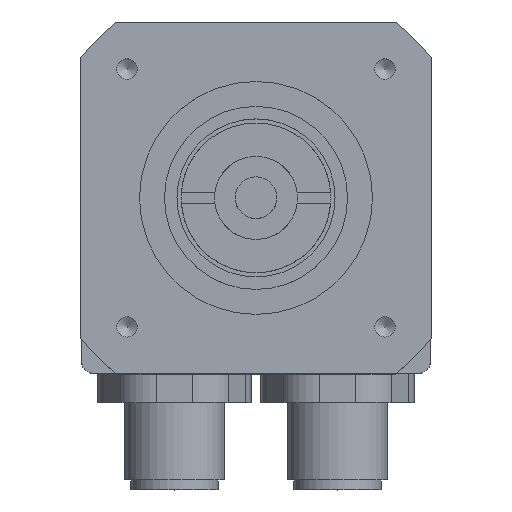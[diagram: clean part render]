
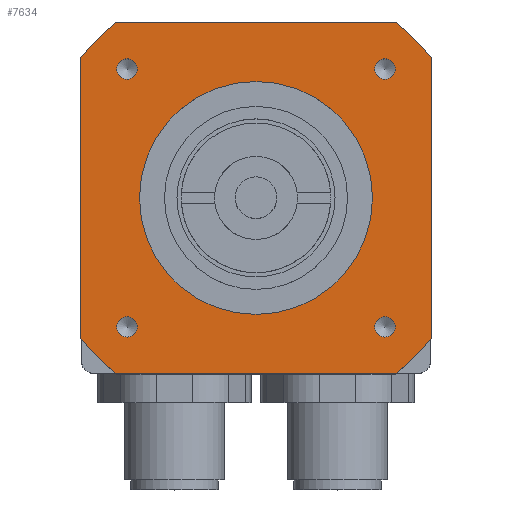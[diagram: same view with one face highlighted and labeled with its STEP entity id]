
A CAD part, top view. The second image highlights one B-rep face of the part: STEP entity #7634.
In plain terms, the highlighted planar face has unit normal (0, 0, 1).
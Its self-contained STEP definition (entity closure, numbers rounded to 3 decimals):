
#193=FACE_BOUND('',#1288,.T.);
#194=FACE_BOUND('',#1289,.T.);
#195=FACE_BOUND('',#1290,.T.);
#196=FACE_BOUND('',#1291,.T.);
#197=FACE_BOUND('',#1292,.T.);
#428=PLANE('',#8530);
#828=FACE_OUTER_BOUND('',#1287,.T.);
#1287=EDGE_LOOP('',(#6568,#6569,#6570,#6571,#6572,#6573,#6574,#6575));
#1288=EDGE_LOOP('',(#6576));
#1289=EDGE_LOOP('',(#6577,#6578));
#1290=EDGE_LOOP('',(#6579,#6580));
#1291=EDGE_LOOP('',(#6581,#6582));
#1292=EDGE_LOOP('',(#6583,#6584));
#1755=LINE('',#13377,#2253);
#1760=LINE('',#13387,#2258);
#1778=LINE('',#13466,#2276);
#1780=LINE('',#13477,#2278);
#2253=VECTOR('',#10612,10.);
#2258=VECTOR('',#10619,10.);
#2276=VECTOR('',#10703,10.);
#2278=VECTOR('',#10721,10.);
#2734=CIRCLE('',#8465,14.);
#2751=CIRCLE('',#8498,1.23);
#2752=CIRCLE('',#8499,1.23);
#2755=CIRCLE('',#8504,1.23);
#2756=CIRCLE('',#8505,1.23);
#2759=CIRCLE('',#8510,1.23);
#2760=CIRCLE('',#8511,1.23);
#2763=CIRCLE('',#8516,1.23);
#2764=CIRCLE('',#8517,1.23);
#2765=CIRCLE('',#8519,27.);
#2766=CIRCLE('',#8522,27.);
#2768=CIRCLE('',#8525,27.);
#2769=CIRCLE('',#8527,27.);
#3415=VERTEX_POINT('',#13315);
#3436=VERTEX_POINT('',#13374);
#3437=VERTEX_POINT('',#13376);
#3440=VERTEX_POINT('',#13384);
#3441=VERTEX_POINT('',#13386);
#3449=VERTEX_POINT('',#13411);
#3450=VERTEX_POINT('',#13412);
#3454=VERTEX_POINT('',#13424);
#3455=VERTEX_POINT('',#13425);
#3459=VERTEX_POINT('',#13437);
#3460=VERTEX_POINT('',#13438);
#3464=VERTEX_POINT('',#13450);
#3465=VERTEX_POINT('',#13451);
#3466=VERTEX_POINT('',#13456);
#3467=VERTEX_POINT('',#13457);
#3469=VERTEX_POINT('',#13464);
#3470=VERTEX_POINT('',#13473);
#4436=EDGE_CURVE('',#3415,#3415,#2734,.T.);
#4465=EDGE_CURVE('',#3436,#3437,#1755,.T.);
#4470=EDGE_CURVE('',#3440,#3441,#1760,.T.);
#4482=EDGE_CURVE('',#3449,#3450,#2751,.T.);
#4483=EDGE_CURVE('',#3450,#3449,#2752,.T.);
#4488=EDGE_CURVE('',#3454,#3455,#2755,.T.);
#4489=EDGE_CURVE('',#3455,#3454,#2756,.T.);
#4494=EDGE_CURVE('',#3459,#3460,#2759,.T.);
#4495=EDGE_CURVE('',#3460,#3459,#2760,.T.);
#4500=EDGE_CURVE('',#3464,#3465,#2763,.T.);
#4501=EDGE_CURVE('',#3465,#3464,#2764,.T.);
#4503=EDGE_CURVE('',#3466,#3467,#2765,.T.);
#4508=EDGE_CURVE('',#3469,#3466,#1778,.T.);
#4509=EDGE_CURVE('',#3437,#3469,#2766,.T.);
#4511=EDGE_CURVE('',#3441,#3436,#2768,.T.);
#4512=EDGE_CURVE('',#3470,#3440,#2769,.T.);
#4514=EDGE_CURVE('',#3467,#3470,#1780,.T.);
#6568=ORIENTED_EDGE('',*,*,#4514,.F.);
#6569=ORIENTED_EDGE('',*,*,#4503,.F.);
#6570=ORIENTED_EDGE('',*,*,#4508,.F.);
#6571=ORIENTED_EDGE('',*,*,#4509,.F.);
#6572=ORIENTED_EDGE('',*,*,#4465,.F.);
#6573=ORIENTED_EDGE('',*,*,#4511,.F.);
#6574=ORIENTED_EDGE('',*,*,#4470,.F.);
#6575=ORIENTED_EDGE('',*,*,#4512,.F.);
#6576=ORIENTED_EDGE('',*,*,#4436,.T.);
#6577=ORIENTED_EDGE('',*,*,#4482,.T.);
#6578=ORIENTED_EDGE('',*,*,#4483,.T.);
#6579=ORIENTED_EDGE('',*,*,#4488,.T.);
#6580=ORIENTED_EDGE('',*,*,#4489,.T.);
#6581=ORIENTED_EDGE('',*,*,#4494,.T.);
#6582=ORIENTED_EDGE('',*,*,#4495,.T.);
#6583=ORIENTED_EDGE('',*,*,#4500,.T.);
#6584=ORIENTED_EDGE('',*,*,#4501,.T.);
#7634=ADVANCED_FACE('',(#828,#193,#194,#195,#196,#197),#428,.T.);
#8465=AXIS2_PLACEMENT_3D('',#13316,#10551,#10552);
#8498=AXIS2_PLACEMENT_3D('',#13413,#10646,#10647);
#8499=AXIS2_PLACEMENT_3D('',#13414,#10648,#10649);
#8504=AXIS2_PLACEMENT_3D('',#13426,#10660,#10661);
#8505=AXIS2_PLACEMENT_3D('',#13427,#10662,#10663);
#8510=AXIS2_PLACEMENT_3D('',#13439,#10674,#10675);
#8511=AXIS2_PLACEMENT_3D('',#13440,#10676,#10677);
#8516=AXIS2_PLACEMENT_3D('',#13452,#10688,#10689);
#8517=AXIS2_PLACEMENT_3D('',#13453,#10690,#10691);
#8519=AXIS2_PLACEMENT_3D('',#13458,#10695,#10696);
#8522=AXIS2_PLACEMENT_3D('',#13468,#10706,#10707);
#8525=AXIS2_PLACEMENT_3D('',#13471,#10712,#10713);
#8527=AXIS2_PLACEMENT_3D('',#13474,#10716,#10717);
#8530=AXIS2_PLACEMENT_3D('',#13479,#10724,#10725);
#10551=DIRECTION('center_axis',(0.,0.,
-1.));
#10552=DIRECTION('ref_axis',(-1.,0.,0.));
#10612=DIRECTION('',(0.,-1.,0.));
#10619=DIRECTION('',(1.,0.,0.));
#10646=DIRECTION('center_axis',(0.,0.,
-1.));
#10647=DIRECTION('ref_axis',(1.,0.,0.));
#10648=DIRECTION('center_axis',(0.,0.,
-1.));
#10649=DIRECTION('ref_axis',(1.,0.,0.));
#10660=DIRECTION('center_axis',(0.,0.,
-1.));
#10661=DIRECTION('ref_axis',(1.,0.,0.));
#10662=DIRECTION('center_axis',(0.,0.,
-1.));
#10663=DIRECTION('ref_axis',(1.,0.,0.));
#10674=DIRECTION('center_axis',(0.,0.,
-1.));
#10675=DIRECTION('ref_axis',(1.,0.,0.));
#10676=DIRECTION('center_axis',(0.,0.,
-1.));
#10677=DIRECTION('ref_axis',(1.,0.,0.));
#10688=DIRECTION('center_axis',(0.,0.,
-1.));
#10689=DIRECTION('ref_axis',(1.,0.,0.));
#10690=DIRECTION('center_axis',(0.,0.,
-1.));
#10691=DIRECTION('ref_axis',(1.,0.,0.));
#10695=DIRECTION('center_axis',(0.,0.,
-1.));
#10696=DIRECTION('ref_axis',(-0.622,-0.783,0.));
#10703=DIRECTION('',(-1.,0.,0.));
#10706=DIRECTION('center_axis',(0.,0.,
-1.));
#10707=DIRECTION('ref_axis',(0.783,-0.622,0.));
#10712=DIRECTION('center_axis',(0.,0.,
-1.));
#10713=DIRECTION('ref_axis',(0.622,0.783,0.));
#10716=DIRECTION('center_axis',(0.,0.,
-1.));
#10717=DIRECTION('ref_axis',(-0.783,0.622,0.));
#10721=DIRECTION('',(0.,1.,0.));
#10724=DIRECTION('center_axis',(0.,0.,
1.));
#10725=DIRECTION('ref_axis',(0.,-1.,0.));
#13315=CARTESIAN_POINT('',(22.013,2.9,63.752));
#13316=CARTESIAN_POINT('Origin',(8.013,2.9,63.752));
#13374=CARTESIAN_POINT('',(29.163,19.683,63.752));
#13376=CARTESIAN_POINT('',(29.163,-13.883,63.752));
#13377=CARTESIAN_POINT('',(29.163,19.683,63.752));
#13384=CARTESIAN_POINT('',(-8.77,24.05,63.752));
#13386=CARTESIAN_POINT('',(24.796,24.05,63.752));
#13387=CARTESIAN_POINT('',(-8.77,24.05,63.752));
#13411=CARTESIAN_POINT('',(24.742,-12.6,63.752));
#13412=CARTESIAN_POINT('',(22.283,-12.6,63.752));
#13413=CARTESIAN_POINT('Origin',(23.513,-12.6,63.752));
#13414=CARTESIAN_POINT('Origin',(23.513,-12.6,63.752));
#13424=CARTESIAN_POINT('',(-6.258,18.4,63.752));
#13425=CARTESIAN_POINT('',(-8.717,18.4,63.752));
#13426=CARTESIAN_POINT('Origin',(-7.487,18.4,63.752));
#13427=CARTESIAN_POINT('Origin',(-7.487,18.4,63.752));
#13437=CARTESIAN_POINT('',(-6.258,-12.6,63.752));
#13438=CARTESIAN_POINT('',(-8.717,-12.6,63.752));
#13439=CARTESIAN_POINT('Origin',(-7.487,-12.6,63.752));
#13440=CARTESIAN_POINT('Origin',(-7.487,-12.6,63.752));
#13450=CARTESIAN_POINT('',(24.742,18.4,63.752));
#13451=CARTESIAN_POINT('',(22.283,18.4,63.752));
#13452=CARTESIAN_POINT('Origin',(23.513,18.4,63.752));
#13453=CARTESIAN_POINT('Origin',(23.513,18.4,63.752));
#13456=CARTESIAN_POINT('',(-8.77,-18.25,63.752));
#13457=CARTESIAN_POINT('',(-13.137,-13.883,63.752));
#13458=CARTESIAN_POINT('Origin',(8.013,2.9,63.752));
#13464=CARTESIAN_POINT('',(24.796,-18.25,63.752));
#13466=CARTESIAN_POINT('',(24.796,-18.25,63.752));
#13468=CARTESIAN_POINT('Origin',(8.013,2.9,63.752));
#13471=CARTESIAN_POINT('Origin',(8.013,2.9,63.752));
#13473=CARTESIAN_POINT('',(-13.137,19.683,63.752));
#13474=CARTESIAN_POINT('Origin',(8.013,2.9,63.752));
#13477=CARTESIAN_POINT('',(-13.137,-13.883,63.752));
#13479=CARTESIAN_POINT('Origin',(-2.022,12.935,63.752));
